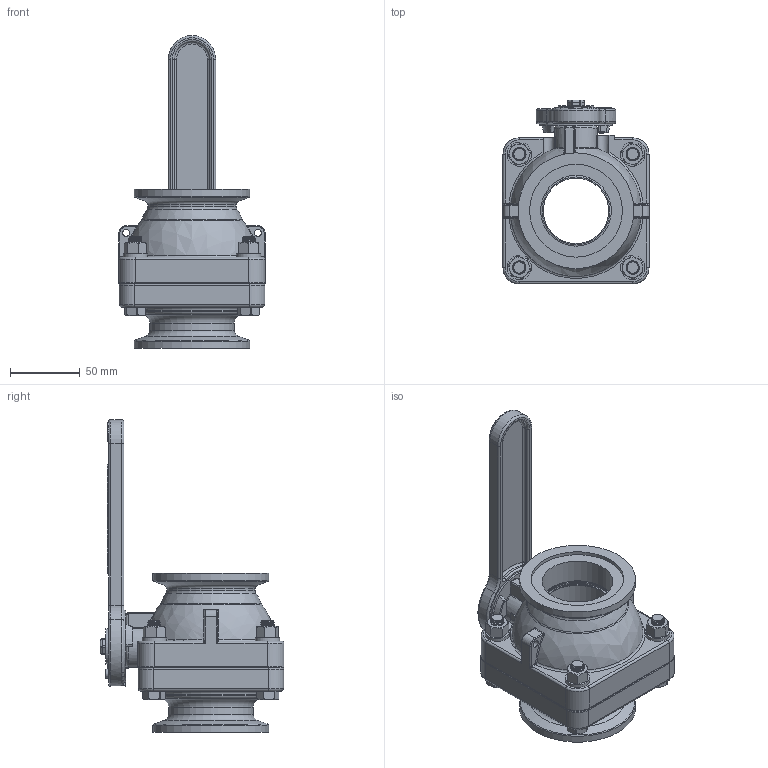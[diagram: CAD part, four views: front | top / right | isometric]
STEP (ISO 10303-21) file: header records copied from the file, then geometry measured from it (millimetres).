
FILE_DESCRIPTION(/* description */ ('2" FP STUBBY VALVE'),/* implementation_level */ '2;1');
FILE_NAME(/* name */ 'MVS220CF.stp',/* time_stamp */ '2022-09-14T16:25:18-04:00',/* author */ ('MEG'),/* organization */ (''),/* preprocessor_version */ 'ST-DEVELOPER v18.1',/* originating_system */ 'Autodesk Inventor 2022',/* authorisation */ '');
FILE_SCHEMA (('AUTOMOTIVE_DESIGN { 1 0 10303 214 3 1 1 }'));
Length unit declared in the file: inch
Products named in the file (21): MVS220CF; MV25254; MV25254X; VS20151; V20151; VS25255; VS25255M; VS25255X; VS25258AR1; A93M250V; VS25378; VS25378X; VS25153; V20021; V20020; V20010SS; V20018; V20019; V20163; SB075100188T; V20060
Assembly tree (30 placements, depth 4):
  MVS220CF
    MV25254
      MV25254X
    VS20151
      V20151
    VS25255
      VS25255M
        VS25255X
    VS25258AR1  x2
    A93M250V
    VS25378
      VS25378X
    VS25153
    V20021
    V20020
    V20010SS  x4
    V20018  x4
    V20019  x4
    V20163
    SB075100188T
    V20060
Bounding box: 104.9 x 131.98 x 224.41 mm (x, y, z)
Volume: 601897.8 mm3; surface area: 180306.8 mm2
Topology: 26 solids, 26 shells, 1862 faces, 4315 edges, 2573 vertices
Faces by surface type: plane 601, cylinder 565, cone 458, bspline 139, torus 91, sphere 8
Full cylindrical faces by diameter (mm): 2.997 x1, 4.978 x1, 5.08 x2, 6.35 x1, 7.144 x1, 8.915 x4, 9.525 x4, 11.557 x4, 11.684 x4, 18.923 x1, 19.05 x2, 19.304 x1, 23.063 x1, 23.812 x1, 24.13 x1, 25.349 x1, 25.4 x1, 25.527 x1, 46.99 x1, 50.8 x2, 51.435 x2, 54.102 x2, 60.706 x1, 61.265 x2, 61.366 x2, 63.5 x1, 66.548 x1, 66.802 x1, 83.058 x3, 92.329 x1
Entity records: 39027 total; most frequent: CARTESIAN_POINT 11091, ORIENTED_EDGE 5712, DIRECTION 5420, EDGE_CURVE 2856, AXIS2_PLACEMENT_3D 1859, VERTEX_POINT 1784, LINE 1702, VECTOR 1702
